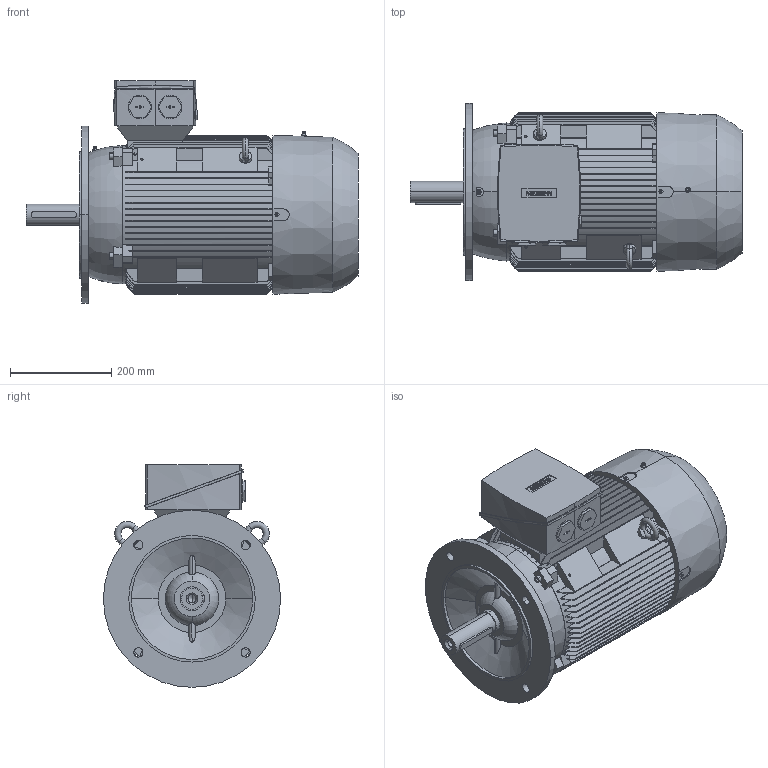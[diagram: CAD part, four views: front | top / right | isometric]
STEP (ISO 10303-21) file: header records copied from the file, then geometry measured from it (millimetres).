
FILE_DESCRIPTION(('STEP AP214'),'1');
FILE_NAME('cctmp_3A44492C-0B55-4F7B-9B31-B8B4E43B493C_2023_06_07_07_43_30_0335..stp','2023-06-07T05:43:31',('SIEMENS A&D'),('CADClick - www.CADClick.com'),'Spatial InterOp 3D',' ','unknown authorization');
FILE_SCHEMA(('AUTOMOTIVE_DESIGN'));
Length unit declared in the file: millimetre
Products named in the file (1): 1
Bounding box: 656 x 350 x 440 mm (x, y, z)
Volume: 38261965.6 mm3; surface area: 1624801.9 mm2
Topology: 7 solids, 7 shells, 1046 faces, 2852 edges, 1875 vertices
Faces by surface type: plane 612, cylinder 248, torus 154, cone 32
Entity records: 49961 total; most frequent: CARTESIAN_POINT 15639, ORIENTED_EDGE 5700, DIRECTION 4990, EDGE_CURVE 2850, VERTEX_POINT 1875, AXIS2_PLACEMENT_3D 1685, LINE 1620, VECTOR 1620
